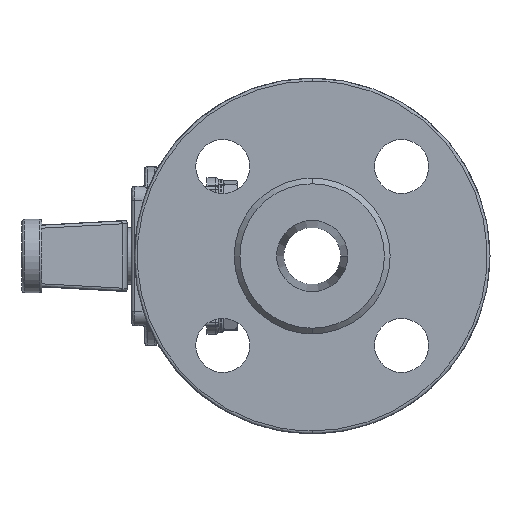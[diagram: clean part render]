
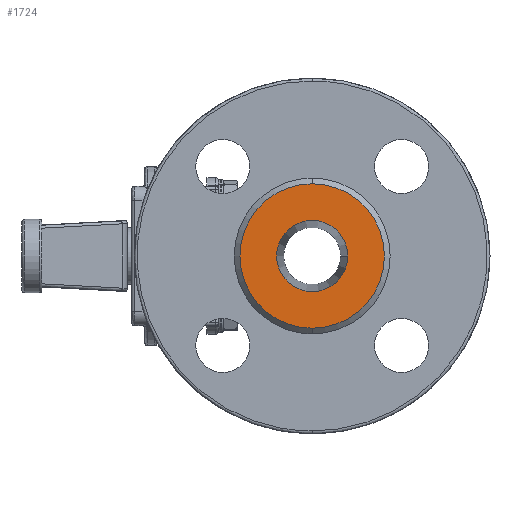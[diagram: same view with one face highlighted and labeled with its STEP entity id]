
A CAD part, left-side view. The second image highlights one B-rep face of the part: STEP entity #1724.
In plain terms, the highlighted face is planar.
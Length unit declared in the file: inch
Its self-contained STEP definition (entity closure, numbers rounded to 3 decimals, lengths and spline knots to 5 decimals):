
#1724 = ADVANCED_FACE ( 'NONE', ( #40475, #40189 ), #9550, .T. ) ;
#3059 = CARTESIAN_POINT ( 'NONE',  ( 4.25197, 0., -1. ) ) ;
#3320 = ORIENTED_EDGE ( 'NONE', *, *, #50435, .T. ) ;
#4969 = DIRECTION ( 'NONE',  ( 1., 0., 0. ) ) ;
#5061 = EDGE_CURVE ( 'NONE', #48482, #41714, #37231, .T. ) ;
#5680 = DIRECTION ( 'NONE',  ( 0., 0., 1. ) ) ;
#6516 = CARTESIAN_POINT ( 'NONE',  ( 4.25197, 0., 0. ) ) ;
#7128 = CIRCLE ( 'NONE', #31896, 0.49213 ) ;
#8498 = DIRECTION ( 'NONE',  ( 0., 0., -1. ) ) ;
#9460 = EDGE_LOOP ( 'NONE', ( #32545, #28887 ) ) ;
#9550 = PLANE ( 'NONE',  #48445 ) ;
#12211 = CARTESIAN_POINT ( 'NONE',  ( 4.25197, 0., 0. ) ) ;
#12801 = EDGE_CURVE ( 'NONE', #41714, #48482, #17151, .T. ) ;
#13094 = VERTEX_POINT ( 'NONE', #38882 ) ;
#14123 = DIRECTION ( 'NONE',  ( 0., 0., -1. ) ) ;
#15642 = CARTESIAN_POINT ( 'NONE',  ( 4.25197, 0., 1. ) ) ;
#15783 = DIRECTION ( 'NONE',  ( 0., 0., 1. ) ) ;
#16046 = CARTESIAN_POINT ( 'NONE',  ( 4.25197, 0., 0. ) ) ;
#17151 = CIRCLE ( 'NONE', #24460, 1. ) ;
#19142 = DIRECTION ( 'NONE',  ( -1., 0., 0. ) ) ;
#20496 = DIRECTION ( 'NONE',  ( -1., 0., 0. ) ) ;
#23999 = DIRECTION ( 'NONE',  ( -1., 0., 0. ) ) ;
#24460 = AXIS2_PLACEMENT_3D ( 'NONE', #6516, #23999, #5680 ) ;
#27894 = ORIENTED_EDGE ( 'NONE', *, *, #53312, .T. ) ;
#28887 = ORIENTED_EDGE ( 'NONE', *, *, #12801, .F. ) ;
#28953 = AXIS2_PLACEMENT_3D ( 'NONE', #12211, #20496, #8498 ) ;
#31869 = CARTESIAN_POINT ( 'NONE',  ( 4.25197, 0., 0. ) ) ;
#31896 = AXIS2_PLACEMENT_3D ( 'NONE', #40097, #19142, #36062 ) ;
#32545 = ORIENTED_EDGE ( 'NONE', *, *, #5061, .F. ) ;
#33519 = DIRECTION ( 'NONE',  ( -1., 0., 0. ) ) ;
#34275 = CARTESIAN_POINT ( 'NONE',  ( 4.25197, 0., -0.49213 ) ) ;
#35052 = VERTEX_POINT ( 'NONE', #34275 ) ;
#36062 = DIRECTION ( 'NONE',  ( 0., 0., -1. ) ) ;
#37231 = CIRCLE ( 'NONE', #49158, 1. ) ;
#38882 = CARTESIAN_POINT ( 'NONE',  ( 4.25197, 0., 0.49213 ) ) ;
#40097 = CARTESIAN_POINT ( 'NONE',  ( 4.25197, 0., 0. ) ) ;
#40189 = FACE_OUTER_BOUND ( 'NONE', #9460, .T. ) ;
#40475 = FACE_BOUND ( 'NONE', #48751, .T. ) ;
#41714 = VERTEX_POINT ( 'NONE', #3059 ) ;
#48445 = AXIS2_PLACEMENT_3D ( 'NONE', #31869, #4969, #14123 ) ;
#48482 = VERTEX_POINT ( 'NONE', #15642 ) ;
#48751 = EDGE_LOOP ( 'NONE', ( #27894, #3320 ) ) ;
#49158 = AXIS2_PLACEMENT_3D ( 'NONE', #16046, #33519, #15783 ) ;
#50435 = EDGE_CURVE ( 'NONE', #13094, #35052, #56412, .T. ) ;
#53312 = EDGE_CURVE ( 'NONE', #35052, #13094, #7128, .T. ) ;
#56412 = CIRCLE ( 'NONE', #28953, 0.49213 ) ;
